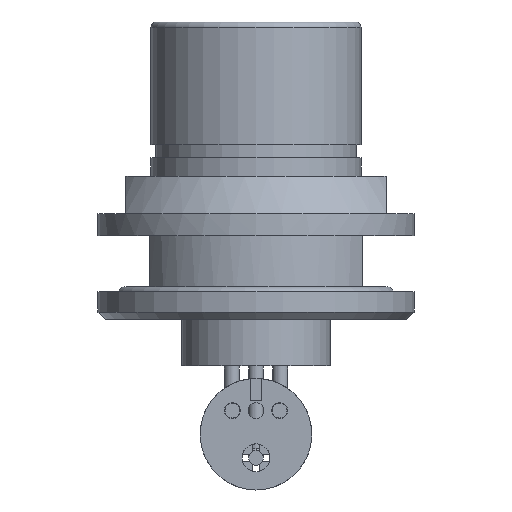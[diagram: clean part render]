
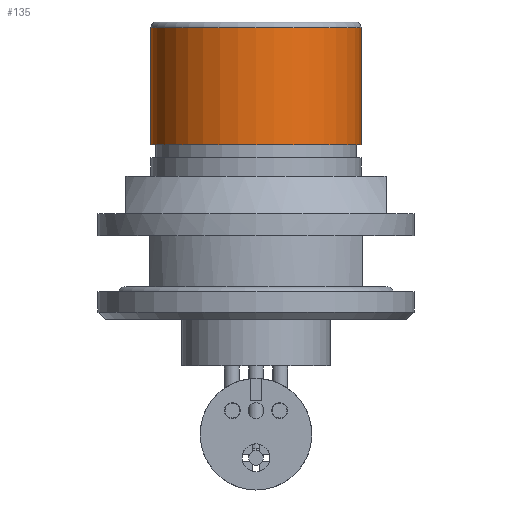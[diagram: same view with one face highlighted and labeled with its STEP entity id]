
A CAD part, front view. The second image highlights one B-rep face of the part: STEP entity #135.
In plain terms, the highlighted cylindrical face has radius 5.65 mm (diameter 11.3 mm), a partial arc.
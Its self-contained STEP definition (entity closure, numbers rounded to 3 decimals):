
#135=ADVANCED_FACE('',(#294),#295,.T.);
#294=FACE_OUTER_BOUND('',#992,.T.);
#295=CYLINDRICAL_SURFACE('',#993,5.65);
#992=EDGE_LOOP('',(#1547,#1548,#1549,#1550));
#993=AXIS2_PLACEMENT_3D('',#1551,#1552,#1553);
#1547=ORIENTED_EDGE('',*,*,#2274,.T.);
#1548=ORIENTED_EDGE('',*,*,#2307,.F.);
#1549=ORIENTED_EDGE('',*,*,#2276,.T.);
#1550=ORIENTED_EDGE('',*,*,#2308,.T.);
#1551=CARTESIAN_POINT('',(0.0,0.0,12.7));
#1552=DIRECTION('',(0.0,0.0,-1.0));
#1553=DIRECTION('',(1.0,0.0,0.0));
#2274=EDGE_CURVE('',#2640,#2641,#2642,.T.);
#2276=EDGE_CURVE('',#2645,#2643,#2646,.T.);
#2307=EDGE_CURVE('',#2645,#2641,#2687,.T.);
#2308=EDGE_CURVE('',#2643,#2640,#2688,.T.);
#2640=VERTEX_POINT('',#3224);
#2641=VERTEX_POINT('',#3225);
#2642=LINE('',#3226,#3227);
#2643=VERTEX_POINT('',#3228);
#2645=VERTEX_POINT('',#3230);
#2646=LINE('',#3231,#3232);
#2687=CIRCLE('',#3279,5.65);
#2688=CIRCLE('',#3280,5.65);
#3224=CARTESIAN_POINT('',(5.65,0.0,9.4));
#3225=CARTESIAN_POINT('',(5.65,0.0,15.7));
#3226=CARTESIAN_POINT('',(5.65,0.,12.7));
#3227=VECTOR('',#3830,1.0);
#3228=CARTESIAN_POINT('',(-5.65,0.,9.4));
#3230=CARTESIAN_POINT('',(-5.65,0.,15.7));
#3231=CARTESIAN_POINT('',(-5.65,0.,12.7));
#3232=VECTOR('',#3834,1.0);
#3279=AXIS2_PLACEMENT_3D('',#3913,#3914,#3915);
#3280=AXIS2_PLACEMENT_3D('',#3916,#3917,#3918);
#3830=DIRECTION('',(-0.0,-0.0,1.0));
#3834=DIRECTION('',(0.0,0.0,-1.0));
#3913=CARTESIAN_POINT('',(0.0,0.0,15.7));
#3914=DIRECTION('',(0.0,0.0,1.0));
#3915=DIRECTION('',(-1.0,0.0,0.0));
#3916=CARTESIAN_POINT('',(0.0,0.0,9.4));
#3917=DIRECTION('',(0.0,0.0,1.0));
#3918=DIRECTION('',(1.0,0.0,0.0));
